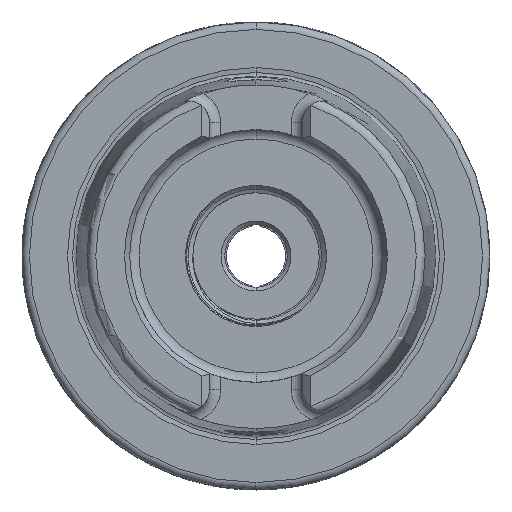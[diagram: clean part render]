
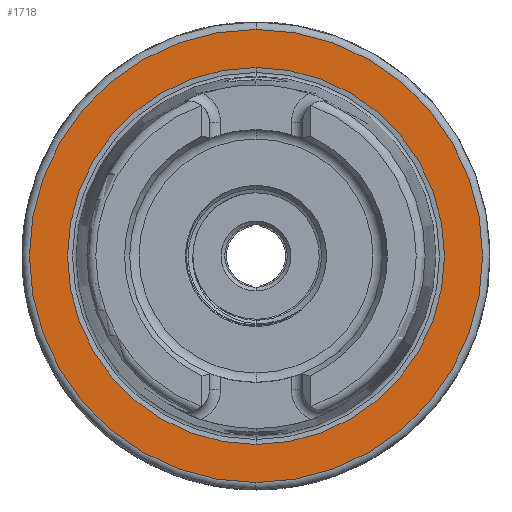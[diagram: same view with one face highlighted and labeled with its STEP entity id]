
A CAD part, left-side view. The second image highlights one B-rep face of the part: STEP entity #1718.
In plain terms, the highlighted planar face has unit normal (-1, 0, 0).
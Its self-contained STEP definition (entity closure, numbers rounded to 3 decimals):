
#1123 = EDGE_LOOP ( 'NONE', ( #22467, #22459 ) ) ;
#1124 = EDGE_LOOP ( 'NONE', ( #22447, #22481 ) ) ;
#1718 = ADVANCED_FACE ( 'NONE', ( #25724, #25747 ), #13582, .T. ) ;
#2087 = EDGE_CURVE ( 'NONE', #25467, #24058, #8460, .T. ) ;
#2115 = EDGE_CURVE ( 'NONE', #24042, #25478, #8453, .T. ) ;
#2629 = DIRECTION ( 'NONE',  ( 1., 0., 0. ) ) ;
#2644 = DIRECTION ( 'NONE',  ( 0., 0., -1. ) ) ;
#2646 = CARTESIAN_POINT ( 'NONE',  ( 0., 0., 0. ) ) ;
#7481 = AXIS2_PLACEMENT_3D ( 'NONE', #19021, #19028, #19039 ) ;
#7533 = AXIS2_PLACEMENT_3D ( 'NONE', #30210, #30214, #30240 ) ;
#7567 = AXIS2_PLACEMENT_3D ( 'NONE', #2646, #2629, #2644 ) ;
#8453 = CIRCLE ( 'NONE', #7481, 25.369 ) ;
#8460 = CIRCLE ( 'NONE', #22347, 30.5 ) ;
#8724 = CIRCLE ( 'NONE', #7533, 30.5 ) ;
#8758 = CIRCLE ( 'NONE', #7567, 25.369 ) ;
#11924 = EDGE_CURVE ( 'NONE', #24058, #25467, #8724, .T. ) ;
#12008 = EDGE_CURVE ( 'NONE', #25478, #24042, #8758, .T. ) ;
#13544 = DIRECTION ( 'NONE',  ( 0., 0., 1. ) ) ;
#13558 = DIRECTION ( 'NONE',  ( -1., 0., 0. ) ) ;
#13582 = PLANE ( 'NONE',  #22113 ) ;
#13592 = CARTESIAN_POINT ( 'NONE',  ( 0., 25.369, 0. ) ) ;
#18794 = DIRECTION ( 'NONE',  ( 0., 0., 1. ) ) ;
#18837 = DIRECTION ( 'NONE',  ( -1., 0., 0. ) ) ;
#18849 = CARTESIAN_POINT ( 'NONE',  ( 0., 0., 0. ) ) ;
#19021 = CARTESIAN_POINT ( 'NONE',  ( 0., 0., 0. ) ) ;
#19028 = DIRECTION ( 'NONE',  ( 1., 0., 0. ) ) ;
#19039 = DIRECTION ( 'NONE',  ( 0., 0., -1. ) ) ;
#22113 = AXIS2_PLACEMENT_3D ( 'NONE', #13592, #13558, #13544 ) ;
#22347 = AXIS2_PLACEMENT_3D ( 'NONE', #18849, #18837, #18794 ) ;
#22447 = ORIENTED_EDGE ( 'NONE', *, *, #11924, .T. ) ;
#22459 = ORIENTED_EDGE ( 'NONE', *, *, #2115, .T. ) ;
#22467 = ORIENTED_EDGE ( 'NONE', *, *, #12008, .T. ) ;
#22481 = ORIENTED_EDGE ( 'NONE', *, *, #2087, .T. ) ;
#24042 = VERTEX_POINT ( 'NONE', #28302 ) ;
#24058 = VERTEX_POINT ( 'NONE', #28393 ) ;
#25467 = VERTEX_POINT ( 'NONE', #28396 ) ;
#25478 = VERTEX_POINT ( 'NONE', #28388 ) ;
#25724 = FACE_OUTER_BOUND ( 'NONE', #1124, .T. ) ;
#25747 = FACE_BOUND ( 'NONE', #1123, .T. ) ;
#28302 = CARTESIAN_POINT ( 'NONE',  ( 0., 0., -25.369 ) ) ;
#28388 = CARTESIAN_POINT ( 'NONE',  ( 0., 0., 25.369 ) ) ;
#28393 = CARTESIAN_POINT ( 'NONE',  ( 0., 0., 30.5 ) ) ;
#28396 = CARTESIAN_POINT ( 'NONE',  ( 0., 0., -30.5 ) ) ;
#30210 = CARTESIAN_POINT ( 'NONE',  ( 0., 0., 0. ) ) ;
#30214 = DIRECTION ( 'NONE',  ( -1., 0., 0. ) ) ;
#30240 = DIRECTION ( 'NONE',  ( 0., 0., 1. ) ) ;
